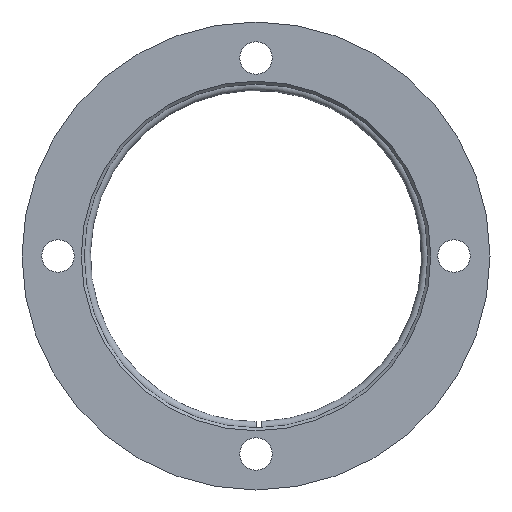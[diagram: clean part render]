
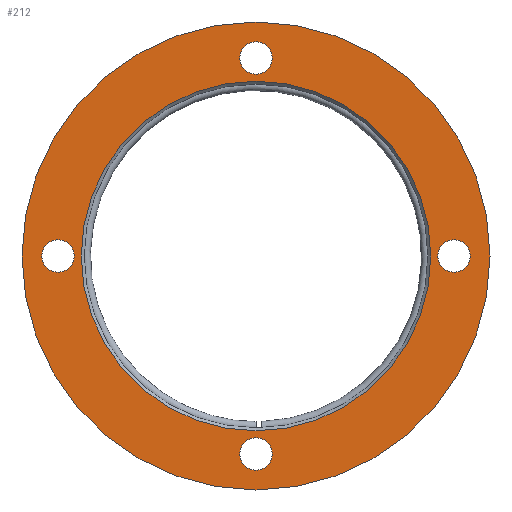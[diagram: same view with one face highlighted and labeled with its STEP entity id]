
A CAD part, left-side view. The second image highlights one B-rep face of the part: STEP entity #212.
In plain terms, the highlighted planar face has unit normal (-1, 0, 0).
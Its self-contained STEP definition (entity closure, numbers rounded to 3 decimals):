
#13 = ORIENTED_EDGE ( 'NONE', *, *, #96, .T. ) ;
#19 = CIRCLE ( 'NONE', #81, 4.5 ) ;
#26 = VERTEX_POINT ( 'NONE', #416 ) ;
#38 = CIRCLE ( 'NONE', #322, 65. ) ;
#45 = EDGE_CURVE ( 'NONE', #26, #26, #388, .T. ) ;
#51 = DIRECTION ( 'NONE',  ( 0., 0., -1. ) ) ;
#55 = FACE_BOUND ( 'NONE', #411, .T. ) ;
#58 = EDGE_LOOP ( 'NONE', ( #174 ) ) ;
#61 = FACE_BOUND ( 'NONE', #159, .T. ) ;
#67 = CIRCLE ( 'NONE', #391, 48.55 ) ;
#72 = DIRECTION ( 'NONE',  ( 1., 0., 0. ) ) ;
#74 = CARTESIAN_POINT ( 'NONE',  ( -6.5, 0., 0. ) ) ;
#76 = VERTEX_POINT ( 'NONE', #84 ) ;
#81 = AXIS2_PLACEMENT_3D ( 'NONE', #402, #204, #335 ) ;
#84 = CARTESIAN_POINT ( 'NONE',  ( -6.5, 0., -59.5 ) ) ;
#92 = AXIS2_PLACEMENT_3D ( 'NONE', #330, #309, #173 ) ;
#93 = EDGE_LOOP ( 'NONE', ( #110 ) ) ;
#96 = EDGE_CURVE ( 'NONE', #325, #325, #67, .T. ) ;
#99 = CARTESIAN_POINT ( 'NONE',  ( -6.5, 0., 55. ) ) ;
#110 = ORIENTED_EDGE ( 'NONE', *, *, #235, .T. ) ;
#111 = FACE_BOUND ( 'NONE', #345, .T. ) ;
#116 = DIRECTION ( 'NONE',  ( 1., 0., 0. ) ) ;
#121 = ORIENTED_EDGE ( 'NONE', *, *, #215, .T. ) ;
#129 = AXIS2_PLACEMENT_3D ( 'NONE', #99, #131, #135 ) ;
#131 = DIRECTION ( 'NONE',  ( 1., 0., 0. ) ) ;
#135 = DIRECTION ( 'NONE',  ( 0., 0., -1. ) ) ;
#146 = CARTESIAN_POINT ( 'NONE',  ( -6.5, 55., 0. ) ) ;
#154 = CARTESIAN_POINT ( 'NONE',  ( -6.5, 55., -4.5 ) ) ;
#159 = EDGE_LOOP ( 'NONE', ( #286 ) ) ;
#161 = FACE_OUTER_BOUND ( 'NONE', #334, .T. ) ;
#171 = PLANE ( 'NONE',  #92 ) ;
#173 = DIRECTION ( 'NONE',  ( 0., 0., -1. ) ) ;
#174 = ORIENTED_EDGE ( 'NONE', *, *, #337, .T. ) ;
#176 = CARTESIAN_POINT ( 'NONE',  ( -6.5, 0., -48.55 ) ) ;
#189 = VERTEX_POINT ( 'NONE', #319 ) ;
#196 = AXIS2_PLACEMENT_3D ( 'NONE', #237, #242, #243 ) ;
#201 = AXIS2_PLACEMENT_3D ( 'NONE', #146, #116, #51 ) ;
#204 = DIRECTION ( 'NONE',  ( 1., 0., 0. ) ) ;
#212 = ADVANCED_FACE ( 'NONE', ( #231, #285, #61, #55, #111, #161 ), #171, .F. ) ;
#215 = EDGE_CURVE ( 'NONE', #274, #274, #38, .T. ) ;
#229 = VERTEX_POINT ( 'NONE', #154 ) ;
#231 = FACE_BOUND ( 'NONE', #58, .T. ) ;
#235 = EDGE_CURVE ( 'NONE', #76, #76, #287, .T. ) ;
#237 = CARTESIAN_POINT ( 'NONE',  ( -6.5, 0., -55. ) ) ;
#238 = DIRECTION ( 'NONE',  ( 0., 0., 1. ) ) ;
#242 = DIRECTION ( 'NONE',  ( 1., 0., 0. ) ) ;
#243 = DIRECTION ( 'NONE',  ( 0., 0., -1. ) ) ;
#249 = CARTESIAN_POINT ( 'NONE',  ( -6.5, 0., 65. ) ) ;
#259 = EDGE_CURVE ( 'NONE', #189, #189, #19, .T. ) ;
#274 = VERTEX_POINT ( 'NONE', #249 ) ;
#285 = FACE_BOUND ( 'NONE', #93, .T. ) ;
#286 = ORIENTED_EDGE ( 'NONE', *, *, #259, .T. ) ;
#287 = CIRCLE ( 'NONE', #196, 4.5 ) ;
#308 = CARTESIAN_POINT ( 'NONE',  ( -6.5, 0., 0. ) ) ;
#309 = DIRECTION ( 'NONE',  ( 1., 0., 0. ) ) ;
#317 = ORIENTED_EDGE ( 'NONE', *, *, #45, .T. ) ;
#319 = CARTESIAN_POINT ( 'NONE',  ( -6.5, -55., -4.5 ) ) ;
#322 = AXIS2_PLACEMENT_3D ( 'NONE', #74, #371, #238 ) ;
#325 = VERTEX_POINT ( 'NONE', #176 ) ;
#330 = CARTESIAN_POINT ( 'NONE',  ( -6.5, 0., -65. ) ) ;
#334 = EDGE_LOOP ( 'NONE', ( #121 ) ) ;
#335 = DIRECTION ( 'NONE',  ( 0., 0., -1. ) ) ;
#337 = EDGE_CURVE ( 'NONE', #229, #229, #375, .T. ) ;
#345 = EDGE_LOOP ( 'NONE', ( #13 ) ) ;
#371 = DIRECTION ( 'NONE',  ( -1., 0., 0. ) ) ;
#375 = CIRCLE ( 'NONE', #201, 4.5 ) ;
#388 = CIRCLE ( 'NONE', #129, 4.5 ) ;
#391 = AXIS2_PLACEMENT_3D ( 'NONE', #308, #72, #429 ) ;
#402 = CARTESIAN_POINT ( 'NONE',  ( -6.5, -55., 0. ) ) ;
#411 = EDGE_LOOP ( 'NONE', ( #317 ) ) ;
#416 = CARTESIAN_POINT ( 'NONE',  ( -6.5, 0., 50.5 ) ) ;
#429 = DIRECTION ( 'NONE',  ( 0., 0., -1. ) ) ;
